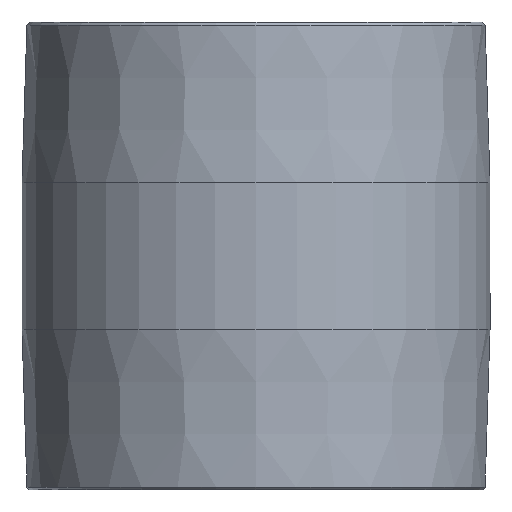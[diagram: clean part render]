
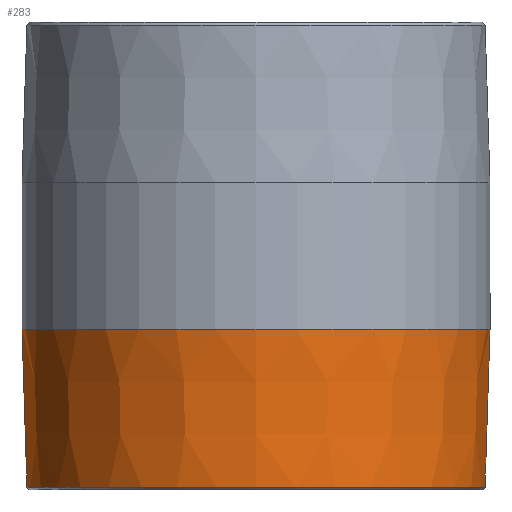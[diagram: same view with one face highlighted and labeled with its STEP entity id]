
A CAD part, front view. The second image highlights one B-rep face of the part: STEP entity #283.
In plain terms, the highlighted conical face has half-angle 1.78 degrees and reference radius 50.8 mm.
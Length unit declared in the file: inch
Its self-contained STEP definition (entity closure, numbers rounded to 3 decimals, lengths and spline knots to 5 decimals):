
#14 = EDGE_CURVE ( 'NONE', #425, #232, #255, .T. ) ;
#15 = DIRECTION ( 'NONE',  ( 0.031, 0., 1. ) ) ;
#28 = CARTESIAN_POINT ( 'NONE',  ( 1.95805, 0., 0.02499 ) ) ;
#39 = ORIENTED_EDGE ( 'NONE', *, *, #440, .T. ) ;
#50 = DIRECTION ( 'NONE',  ( -1., 0., 0. ) ) ;
#102 = AXIS2_PLACEMENT_3D ( 'NONE', #209, #119, #330 ) ;
#110 = CARTESIAN_POINT ( 'NONE',  ( 2., 0., 1.375 ) ) ;
#119 = DIRECTION ( 'NONE',  ( 0., 0., 1. ) ) ;
#145 = LINE ( 'NONE', #110, #536 ) ;
#165 = CIRCLE ( 'NONE', #515, 2. ) ;
#168 = ORIENTED_EDGE ( 'NONE', *, *, #14, .T. ) ;
#201 = EDGE_CURVE ( 'NONE', #232, #468, #145, .T. ) ;
#209 = CARTESIAN_POINT ( 'NONE',  ( 0., 0., 1.375 ) ) ;
#213 = DIRECTION ( 'NONE',  ( 0., 0., 1. ) ) ;
#232 = VERTEX_POINT ( 'NONE', #28 ) ;
#242 = FACE_OUTER_BOUND ( 'NONE', #537, .T. ) ;
#248 = ORIENTED_EDGE ( 'NONE', *, *, #201, .T. ) ;
#252 = CARTESIAN_POINT ( 'NONE',  ( -2., 0., 1.375 ) ) ;
#255 = CIRCLE ( 'NONE', #384, 1.95805 ) ;
#259 = CARTESIAN_POINT ( 'NONE',  ( -1.95805, 0., 0.02499 ) ) ;
#262 = LINE ( 'NONE', #252, #356 ) ;
#263 = CARTESIAN_POINT ( 'NONE',  ( 0., 0., 0.02499 ) ) ;
#267 = CARTESIAN_POINT ( 'NONE',  ( 0., 0., 1.375 ) ) ;
#281 = ORIENTED_EDGE ( 'NONE', *, *, #539, .F. ) ;
#283 = ADVANCED_FACE ( 'NONE', ( #242 ), #350, .T. ) ;
#294 = VERTEX_POINT ( 'NONE', #323 ) ;
#307 = CARTESIAN_POINT ( 'NONE',  ( 2., 0., 1.375 ) ) ;
#323 = CARTESIAN_POINT ( 'NONE',  ( -2., 0., 1.375 ) ) ;
#330 = DIRECTION ( 'NONE',  ( 1., 0., 0. ) ) ;
#350 = CONICAL_SURFACE ( 'NONE', #102, 2., 0.031 ) ;
#351 = DIRECTION ( 'NONE',  ( -1., 0., 0. ) ) ;
#353 = DIRECTION ( 'NONE',  ( 0., 0., -1. ) ) ;
#356 = VECTOR ( 'NONE', #426, 39.37008 ) ;
#384 = AXIS2_PLACEMENT_3D ( 'NONE', #263, #213, #351 ) ;
#425 = VERTEX_POINT ( 'NONE', #259 ) ;
#426 = DIRECTION ( 'NONE',  ( -0.031, 0., 1. ) ) ;
#440 = EDGE_CURVE ( 'NONE', #468, #294, #165, .T. ) ;
#468 = VERTEX_POINT ( 'NONE', #307 ) ;
#515 = AXIS2_PLACEMENT_3D ( 'NONE', #267, #353, #50 ) ;
#536 = VECTOR ( 'NONE', #15, 39.37008 ) ;
#537 = EDGE_LOOP ( 'NONE', ( #281, #168, #248, #39 ) ) ;
#539 = EDGE_CURVE ( 'NONE', #425, #294, #262, .T. ) ;
